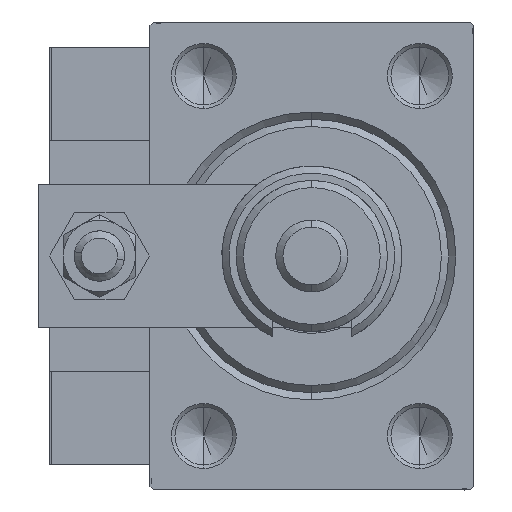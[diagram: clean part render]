
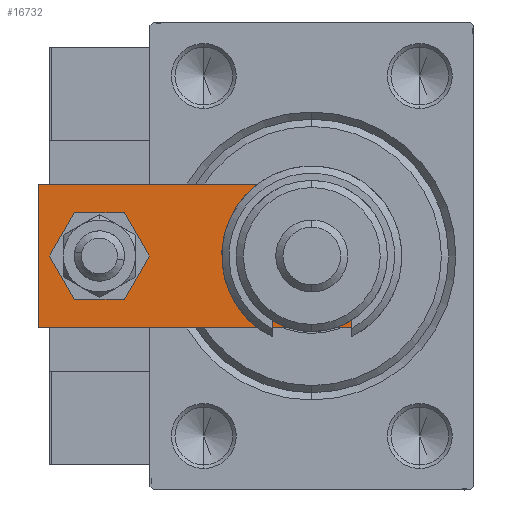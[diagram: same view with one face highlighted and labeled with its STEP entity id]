
A CAD part, left-side view. The second image highlights one B-rep face of the part: STEP entity #16732.
In plain terms, the highlighted face is planar.
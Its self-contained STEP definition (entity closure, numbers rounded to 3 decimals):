
#55 = FACE_OUTER_BOUND ( 'NONE', #26638, .T. ) ;
#394 = VECTOR ( 'NONE', #27151, 1000. ) ;
#1341 = ORIENTED_EDGE ( 'NONE', *, *, #22925, .F. ) ;
#1521 = VERTEX_POINT ( 'NONE', #17877 ) ;
#1784 = CARTESIAN_POINT ( 'NONE',  ( -7.25, 10., 6. ) ) ;
#1855 = DIRECTION ( 'NONE',  ( 0., 1., 0. ) ) ;
#1873 = ORIENTED_EDGE ( 'NONE', *, *, #1975, .T. ) ;
#1975 = EDGE_CURVE ( 'NONE', #10410, #39642, #7437, .T. ) ;
#1977 = LINE ( 'NONE', #43203, #394 ) ;
#2073 = CARTESIAN_POINT ( 'NONE',  ( 10., 48., 6. ) ) ;
#2561 = EDGE_CURVE ( 'NONE', #36717, #20893, #49097, .T. ) ;
#2584 = EDGE_LOOP ( 'NONE', ( #1341, #7367 ) ) ;
#2894 = DIRECTION ( 'NONE',  ( 0.707, 0.707, 0. ) ) ;
#3949 = CIRCLE ( 'NONE', #31328, 7.25 ) ;
#4659 = DIRECTION ( 'NONE',  ( 1., 0., 0. ) ) ;
#5213 = EDGE_CURVE ( 'NONE', #39642, #22089, #39519, .T. ) ;
#5896 = CIRCLE ( 'NONE', #20039, 7.25 ) ;
#6469 = CARTESIAN_POINT ( 'NONE',  ( -5.76, 0., 6. ) ) ;
#7005 = VECTOR ( 'NONE', #32351, 1000. ) ;
#7055 = CARTESIAN_POINT ( 'NONE',  ( 2.88, -2.88, 6. ) ) ;
#7367 = ORIENTED_EDGE ( 'NONE', *, *, #19216, .F. ) ;
#7437 = LINE ( 'NONE', #53639, #7005 ) ;
#7460 = AXIS2_PLACEMENT_3D ( 'NONE', #38484, #16394, #13341 ) ;
#9608 = DIRECTION ( 'NONE',  ( 0., 0., 1. ) ) ;
#10410 = VERTEX_POINT ( 'NONE', #2073 ) ;
#10540 = CARTESIAN_POINT ( 'NONE',  ( -4., 39.5, 6. ) ) ;
#11023 = EDGE_LOOP ( 'NONE', ( #21993, #39228 ) ) ;
#11736 = VECTOR ( 'NONE', #20077, 1000. ) ;
#11816 = VECTOR ( 'NONE', #1855, 1000. ) ;
#13341 = DIRECTION ( 'NONE',  ( 1., 0., 0. ) ) ;
#14109 = CARTESIAN_POINT ( 'NONE',  ( -10., 0., 6. ) ) ;
#14627 = CARTESIAN_POINT ( 'NONE',  ( -10., 48., 6. ) ) ;
#14668 = ORIENTED_EDGE ( 'NONE', *, *, #39996, .T. ) ;
#14931 = VERTEX_POINT ( 'NONE', #54051 ) ;
#15649 = LINE ( 'NONE', #14109, #11736 ) ;
#16394 = DIRECTION ( 'NONE',  ( 0., 0., 1. ) ) ;
#16411 = CIRCLE ( 'NONE', #47330, 4. ) ;
#16732 = ADVANCED_FACE ( 'NONE', ( #34056, #55, #38760 ), #26063, .T. ) ;
#16859 = EDGE_CURVE ( 'NONE', #22089, #40318, #1977, .T. ) ;
#16939 = ORIENTED_EDGE ( 'NONE', *, *, #41397, .T. ) ;
#17766 = CARTESIAN_POINT ( 'NONE',  ( -10., 48., 6. ) ) ;
#17877 = CARTESIAN_POINT ( 'NONE',  ( 7.25, 10., 6. ) ) ;
#18191 = LINE ( 'NONE', #39755, #11816 ) ;
#19216 = EDGE_CURVE ( 'NONE', #14931, #31866, #16411, .T. ) ;
#20039 = AXIS2_PLACEMENT_3D ( 'NONE', #33729, #45371, #49527 ) ;
#20077 = DIRECTION ( 'NONE',  ( 1., 0., 0. ) ) ;
#20893 = VERTEX_POINT ( 'NONE', #33001 ) ;
#20932 = EDGE_CURVE ( 'NONE', #46816, #1521, #3949, .T. ) ;
#21993 = ORIENTED_EDGE ( 'NONE', *, *, #20932, .F. ) ;
#22089 = VERTEX_POINT ( 'NONE', #32269 ) ;
#22925 = EDGE_CURVE ( 'NONE', #31866, #14931, #27884, .T. ) ;
#24072 = EDGE_CURVE ( 'NONE', #1521, #46816, #5896, .T. ) ;
#26063 = PLANE ( 'NONE',  #7460 ) ;
#26638 = EDGE_LOOP ( 'NONE', ( #52281, #31144, #14668, #33076, #16939, #1873 ) ) ;
#27151 = DIRECTION ( 'NONE',  ( 0.707, -0.707, 0. ) ) ;
#27884 = CIRCLE ( 'NONE', #34956, 4. ) ;
#30078 = CARTESIAN_POINT ( 'NONE',  ( 5.76, 0., 6. ) ) ;
#31144 = ORIENTED_EDGE ( 'NONE', *, *, #16859, .T. ) ;
#31328 = AXIS2_PLACEMENT_3D ( 'NONE', #35870, #41599, #54029 ) ;
#31866 = VERTEX_POINT ( 'NONE', #10540 ) ;
#32269 = CARTESIAN_POINT ( 'NONE',  ( -10., 4.24, 6. ) ) ;
#32351 = DIRECTION ( 'NONE',  ( -1., 0., 0. ) ) ;
#33001 = CARTESIAN_POINT ( 'NONE',  ( 10., 4.24, 6. ) ) ;
#33076 = ORIENTED_EDGE ( 'NONE', *, *, #2561, .T. ) ;
#33729 = CARTESIAN_POINT ( 'NONE',  ( 0., 10., 6. ) ) ;
#34056 = FACE_BOUND ( 'NONE', #2584, .T. ) ;
#34956 = AXIS2_PLACEMENT_3D ( 'NONE', #46720, #42572, #4659 ) ;
#35870 = CARTESIAN_POINT ( 'NONE',  ( 0., 10., 6. ) ) ;
#36717 = VERTEX_POINT ( 'NONE', #30078 ) ;
#38484 = CARTESIAN_POINT ( 'NONE',  ( 0., 0., 6. ) ) ;
#38760 = FACE_BOUND ( 'NONE', #11023, .T. ) ;
#38930 = DIRECTION ( 'NONE',  ( 1., 0., 0. ) ) ;
#39228 = ORIENTED_EDGE ( 'NONE', *, *, #24072, .F. ) ;
#39519 = LINE ( 'NONE', #14627, #51181 ) ;
#39642 = VERTEX_POINT ( 'NONE', #17766 ) ;
#39755 = CARTESIAN_POINT ( 'NONE',  ( 10., 0., 6. ) ) ;
#39996 = EDGE_CURVE ( 'NONE', #40318, #36717, #15649, .T. ) ;
#40318 = VERTEX_POINT ( 'NONE', #6469 ) ;
#40326 = DIRECTION ( 'NONE',  ( 0., -1., 0. ) ) ;
#41397 = EDGE_CURVE ( 'NONE', #20893, #10410, #18191, .T. ) ;
#41599 = DIRECTION ( 'NONE',  ( 0., 0., 1. ) ) ;
#42572 = DIRECTION ( 'NONE',  ( 0., 0., 1. ) ) ;
#43203 = CARTESIAN_POINT ( 'NONE',  ( -2.88, -2.88, 6. ) ) ;
#45371 = DIRECTION ( 'NONE',  ( 0., 0., 1. ) ) ;
#46720 = CARTESIAN_POINT ( 'NONE',  ( 0., 39.5, 6. ) ) ;
#46816 = VERTEX_POINT ( 'NONE', #1784 ) ;
#47330 = AXIS2_PLACEMENT_3D ( 'NONE', #51378, #9608, #38930 ) ;
#49097 = LINE ( 'NONE', #7055, #53823 ) ;
#49527 = DIRECTION ( 'NONE',  ( 1., 0., 0. ) ) ;
#51181 = VECTOR ( 'NONE', #40326, 1000. ) ;
#51378 = CARTESIAN_POINT ( 'NONE',  ( 0., 39.5, 6. ) ) ;
#52281 = ORIENTED_EDGE ( 'NONE', *, *, #5213, .T. ) ;
#53639 = CARTESIAN_POINT ( 'NONE',  ( 10., 48., 6. ) ) ;
#53823 = VECTOR ( 'NONE', #2894, 1000. ) ;
#54029 = DIRECTION ( 'NONE',  ( 1., 0., 0. ) ) ;
#54051 = CARTESIAN_POINT ( 'NONE',  ( 4., 39.5, 6. ) ) ;
